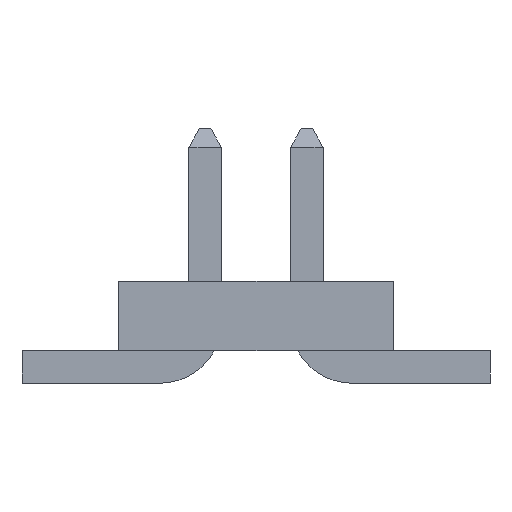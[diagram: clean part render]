
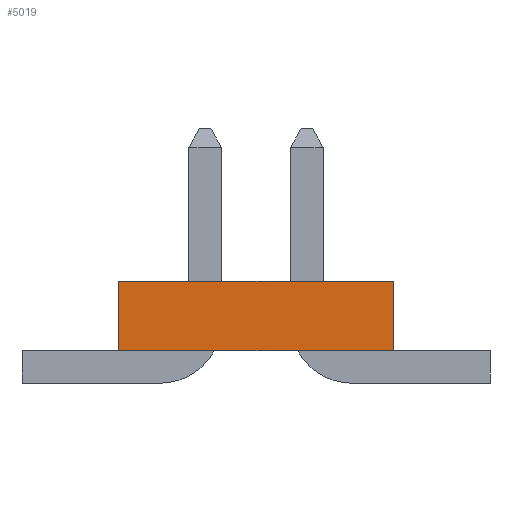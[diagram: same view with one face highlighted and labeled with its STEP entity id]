
A CAD part, left-side view. The second image highlights one B-rep face of the part: STEP entity #5019.
In plain terms, the highlighted planar face has unit normal (-1, 0, 0).
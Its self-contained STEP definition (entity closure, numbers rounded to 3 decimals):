
#4963=CARTESIAN_POINT('',(-3.175,-1.714,1.27));
#4964=VERTEX_POINT('',#4963);
#4971=CARTESIAN_POINT('',(-3.175,-1.714,0.406));
#4972=VERTEX_POINT('',#4971);
#4973=CARTESIAN_POINT('',(-3.175,-1.714,0.406));
#4974=DIRECTION('',(0.0,0.0,1.0));
#4975=VECTOR('',#4974,0.864);
#4976=LINE('',#4973,#4975);
#4977=EDGE_CURVE('',#4972,#4964,#4976,.T.);
#4989=CARTESIAN_POINT('',(-3.175,-1.714,0.406));
#4990=DIRECTION('',(-1.0,0.0,0.0));
#4991=DIRECTION('',(0.0,0.0,1.0));
#4992=AXIS2_PLACEMENT_3D('',#4989,#4990,#4991);
#4993=PLANE('',#4992);
#4994=CARTESIAN_POINT('',(-3.175,1.715,1.27));
#4995=VERTEX_POINT('',#4994);
#4996=CARTESIAN_POINT('',(-3.175,-1.714,1.27));
#4997=DIRECTION('',(0.0,1.0,0.0));
#4998=VECTOR('',#4997,3.429);
#4999=LINE('',#4996,#4998);
#5000=EDGE_CURVE('',#4964,#4995,#4999,.T.);
#5001=ORIENTED_EDGE('',*,*,#5000,.T.);
#5002=CARTESIAN_POINT('',(-3.175,1.715,0.406));
#5003=VERTEX_POINT('',#5002);
#5004=CARTESIAN_POINT('',(-3.175,1.715,0.406));
#5005=DIRECTION('',(0.0,0.0,1.0));
#5006=VECTOR('',#5005,0.864);
#5007=LINE('',#5004,#5006);
#5008=EDGE_CURVE('',#5003,#4995,#5007,.T.);
#5009=ORIENTED_EDGE('',*,*,#5008,.F.);
#5010=CARTESIAN_POINT('',(-3.175,-1.714,0.406));
#5011=DIRECTION('',(0.0,1.0,0.0));
#5012=VECTOR('',#5011,3.429);
#5013=LINE('',#5010,#5012);
#5014=EDGE_CURVE('',#4972,#5003,#5013,.T.);
#5015=ORIENTED_EDGE('',*,*,#5014,.F.);
#5016=ORIENTED_EDGE('',*,*,#4977,.T.);
#5017=EDGE_LOOP('',(#5001,#5009,#5015,#5016));
#5018=FACE_OUTER_BOUND('',#5017,.T.);
#5019=ADVANCED_FACE('',(#5018),#4993,.T.);
